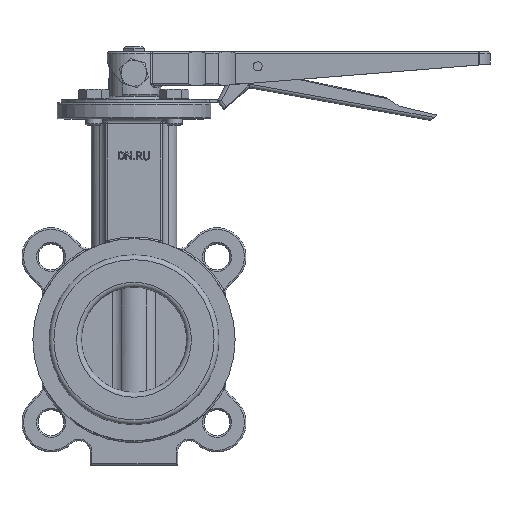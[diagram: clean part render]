
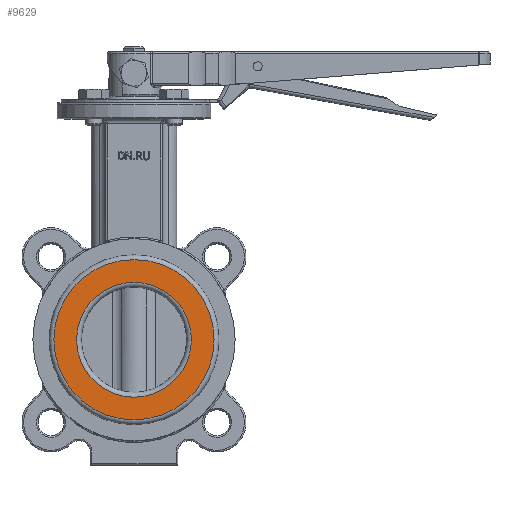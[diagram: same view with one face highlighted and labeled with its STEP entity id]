
A CAD part, top view. The second image highlights one B-rep face of the part: STEP entity #9629.
In plain terms, the highlighted planar face has unit normal (0, 0, 1).
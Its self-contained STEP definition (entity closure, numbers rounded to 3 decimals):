
#114=FACE_BOUND('',#1551,.T.);
#656=PLANE('',#10559);
#991=FACE_OUTER_BOUND('',#1550,.T.);
#1550=EDGE_LOOP('',(#6885));
#1551=EDGE_LOOP('',(#6886));
#3631=CIRCLE('',#10556,35.5);
#3634=CIRCLE('',#10560,49.5);
#4166=VERTEX_POINT('',#15976);
#4168=VERTEX_POINT('',#15982);
#5185=EDGE_CURVE('',#4166,#4166,#3631,.T.);
#5188=EDGE_CURVE('',#4168,#4168,#3634,.T.);
#6885=ORIENTED_EDGE('',*,*,#5188,.F.);
#6886=ORIENTED_EDGE('',*,*,#5185,.F.);
#9629=ADVANCED_FACE('',(#991,#114),#656,.T.);
#10556=AXIS2_PLACEMENT_3D('',#15977,#12034,#12035);
#10559=AXIS2_PLACEMENT_3D('',#15981,#12040,#12041);
#10560=AXIS2_PLACEMENT_3D('',#15983,#12042,#12043);
#12034=DIRECTION('center_axis',(0.,0.,1.));
#12035=DIRECTION('ref_axis',(-1.,0.,0.));
#12040=DIRECTION('center_axis',(0.,0.,1.));
#12041=DIRECTION('ref_axis',(1.,0.,0.));
#12042=DIRECTION('center_axis',(0.,0.,-1.));
#12043=DIRECTION('ref_axis',(-1.,0.,0.));
#15976=CARTESIAN_POINT('',(35.5,0.,26.));
#15977=CARTESIAN_POINT('Origin',(0.,0.,26.));
#15981=CARTESIAN_POINT('Origin',(0.,0.,26.));
#15982=CARTESIAN_POINT('',(-49.5,0.,26.));
#15983=CARTESIAN_POINT('Origin',(0.,0.,26.));
